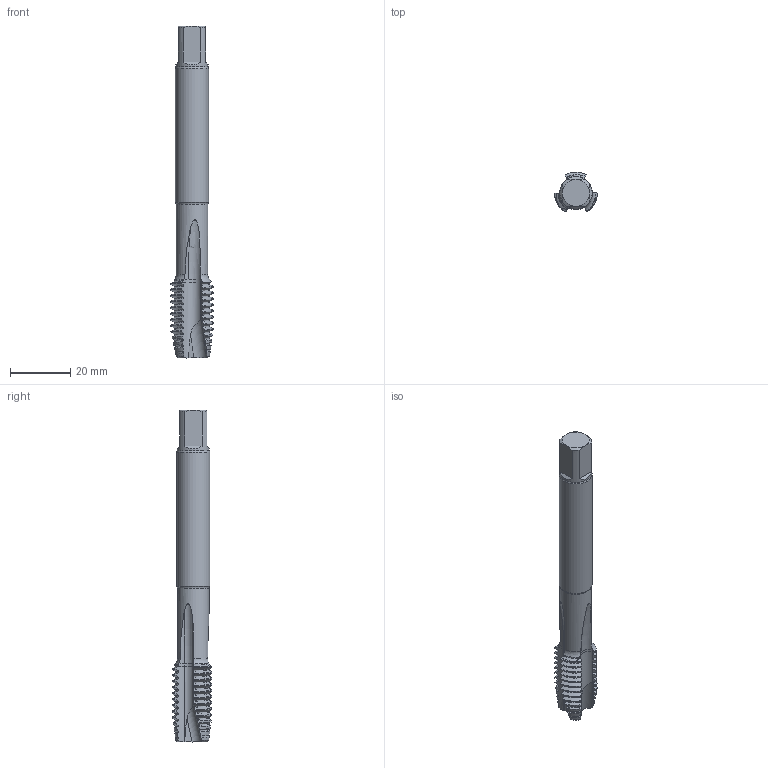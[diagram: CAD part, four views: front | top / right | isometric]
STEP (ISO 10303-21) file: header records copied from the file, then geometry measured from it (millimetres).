
FILE_DESCRIPTION(/* description */ (''),/* implementation_level */ '2;1');
FILE_NAME(/* name */ 'T30-PX01B06-14X2-63R_Detailed.stp',/* time_stamp */ '2024-09-06T10:15:09+02:00',/* author */ (''),/* organization */ (''),/* preprocessor_version */ 'ST-DEVELOPER v18.102',/* originating_system */ 'SIEMENS PLM Software NX2206.8101',/* authorisation */ '');
FILE_SCHEMA (('AUTOMOTIVE_DESIGN { 1 0 10303 214 3 1 1 1 }'));
Length unit declared in the file: millimetre
Products named in the file (1): T30-PX01B06-14X2-63R_Detailed
Bounding box: 14.15 x 13.23 x 110 mm (x, y, z)
Volume: 9269.2 mm3; surface area: 4585.1 mm2
Topology: 2 solids, 2 shells, 219 faces, 636 edges, 425 vertices
Faces by surface type: cone 99, torus 51, cylinder 45, plane 24
Full cylindrical faces by diameter (mm): 10.5 x1, 10.7 x1, 11 x1
Entity records: 9394 total; most frequent: CARTESIAN_POINT 4412, ORIENTED_EDGE 1250, DIRECTION 709, EDGE_CURVE 625, B_SPLINE_CURVE_WITH_KNOTS 456, VERTEX_POINT 415, AXIS2_PLACEMENT_3D 316, EDGE_LOOP 224
